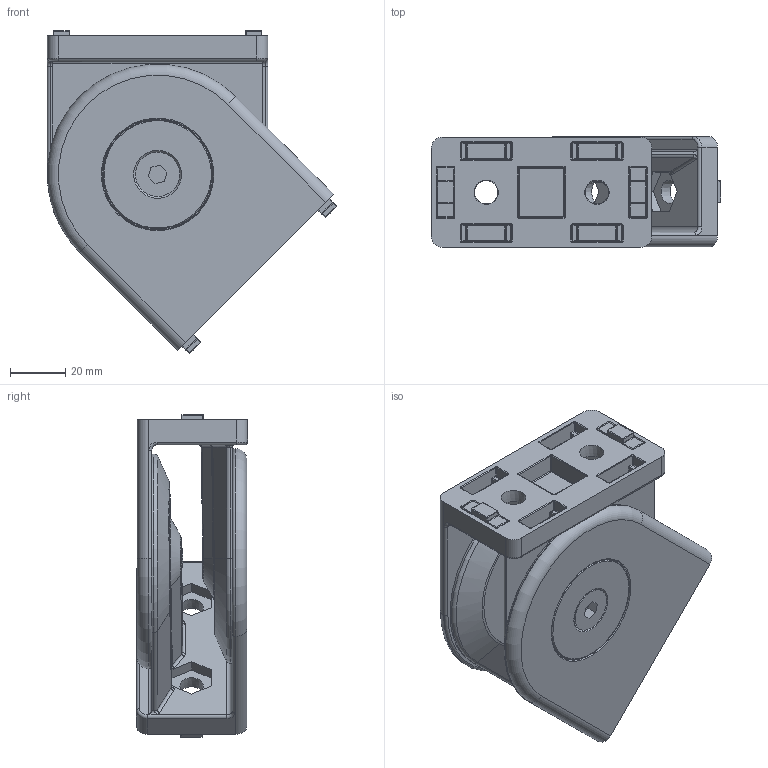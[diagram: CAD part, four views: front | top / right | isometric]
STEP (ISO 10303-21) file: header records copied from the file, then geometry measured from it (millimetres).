
FILE_DESCRIPTION(/* description */ ('KriTec Gelenk 8 80x40'),/* implementation_level */ '2;1');
FILE_NAME(/* name */ '11271_KriTec_Gelenk_8_80x40.stp',/* time_stamp */ '2020-02-10T16:23:24+01:00',/* author */ ('Nell'),/* organization */ (''),/* preprocessor_version */ 'ST-DEVELOPER v17',/* originating_system */ 'Autodesk Inventor 2018',/* authorisation */ '');
FILE_SCHEMA (('AUTOMOTIVE_DESIGN { 1 0 10303 214 3 1 1 }'));
Length unit declared in the file: millimetre
Products named in the file (6): 11271; 11271_2; 11271_3; 11271_4; 11271_1; 11271_5
Assembly tree (12 placements, depth 2):
  11271
    11271_2  x2
    11271_4  x2
    11271_3  x2
    11271_1  x2
    11271_5  x4
Bounding box: 104.44 x 40.1 x 116.54 mm (x, y, z)
Volume: 163361 mm3; surface area: 84377 mm2
Topology: 12 solids, 12 shells, 1632 faces, 3834 edges, 2094 vertices
Faces by surface type: cylinder 624, plane 394, bspline 208, sphere 168, torus 142, cone 96
Full cylindrical faces by diameter (mm): 2 x4, 6.8 x2, 8 x2, 9 x2, 16 x2, 20 x2, 28 x2, 40 x2, 69.6 x2, 70 x2
Entity records: 23543 total; most frequent: CARTESIAN_POINT 6877, DIRECTION 3740, ORIENTED_EDGE 3320, EDGE_CURVE 1660, AXIS2_PLACEMENT_3D 1524, VERTEX_POINT 959, CIRCLE 826, EDGE_LOOP 769
